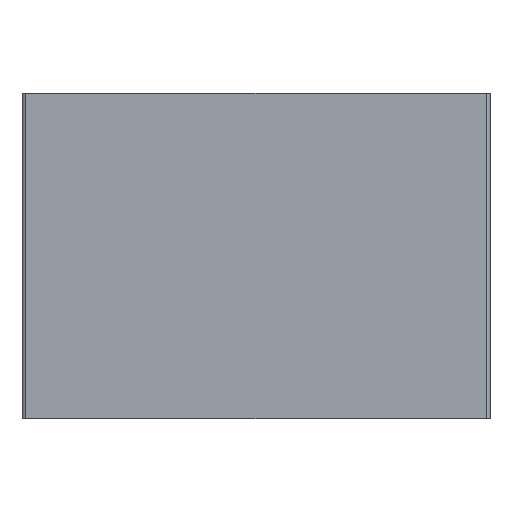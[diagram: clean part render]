
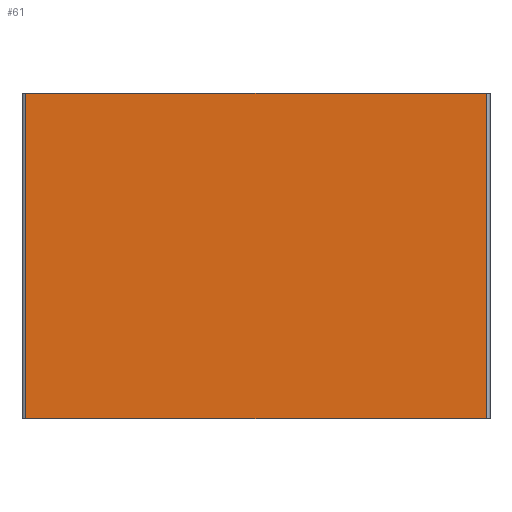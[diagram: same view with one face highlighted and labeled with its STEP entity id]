
A CAD part, left-side view. The second image highlights one B-rep face of the part: STEP entity #61.
In plain terms, the highlighted planar face has unit normal (-1, 0, 0).
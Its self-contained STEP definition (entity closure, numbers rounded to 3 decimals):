
#16 = AXIS2_PLACEMENT_3D ( 'NONE', #39, #154, #279 ) ;
#28 = CARTESIAN_POINT ( 'NONE',  ( -42.5, -180., -250. ) ) ;
#39 = CARTESIAN_POINT ( 'NONE',  ( -42.5, -180., -250. ) ) ;
#40 = CARTESIAN_POINT ( 'NONE',  ( -42.5, 177., -250. ) ) ;
#53 = CARTESIAN_POINT ( 'NONE',  ( -42.5, -177., -250. ) ) ;
#56 = CARTESIAN_POINT ( 'NONE',  ( -42.5, 177., 0. ) ) ;
#59 = ORIENTED_EDGE ( 'NONE', *, *, #147, .T. ) ;
#61 = ADVANCED_FACE ( 'NONE', ( #333 ), #306, .T. ) ;
#63 = CARTESIAN_POINT ( 'NONE',  ( -42.5, -180., 0. ) ) ;
#77 = DIRECTION ( 'NONE',  ( 0., 0., 1. ) ) ;
#104 = DIRECTION ( 'NONE',  ( 0., 0., -1. ) ) ;
#113 = ORIENTED_EDGE ( 'NONE', *, *, #265, .T. ) ;
#118 = EDGE_CURVE ( 'NONE', #132, #119, #140, .T. ) ;
#119 = VERTEX_POINT ( 'NONE', #202 ) ;
#127 = VECTOR ( 'NONE', #346, 1000. ) ;
#128 = ORIENTED_EDGE ( 'NONE', *, *, #118, .T. ) ;
#132 = VERTEX_POINT ( 'NONE', #321 ) ;
#140 = LINE ( 'NONE', #53, #204 ) ;
#147 = EDGE_CURVE ( 'NONE', #183, #302, #353, .T. ) ;
#154 = DIRECTION ( 'NONE',  ( -1., 0., 0. ) ) ;
#183 = VERTEX_POINT ( 'NONE', #56 ) ;
#188 = VECTOR ( 'NONE', #104, 1000. ) ;
#202 = CARTESIAN_POINT ( 'NONE',  ( -42.5, -177., 0. ) ) ;
#204 = VECTOR ( 'NONE', #77, 1000. ) ;
#207 = DIRECTION ( 'NONE',  ( 0., -1., 0. ) ) ;
#208 = EDGE_LOOP ( 'NONE', ( #113, #128, #341, #59 ) ) ;
#246 = LINE ( 'NONE', #63, #304 ) ;
#262 = CARTESIAN_POINT ( 'NONE',  ( -42.5, 177., -250. ) ) ;
#265 = EDGE_CURVE ( 'NONE', #302, #132, #373, .T. ) ;
#279 = DIRECTION ( 'NONE',  ( 0., 0., 1. ) ) ;
#302 = VERTEX_POINT ( 'NONE', #40 ) ;
#303 = EDGE_CURVE ( 'NONE', #183, #119, #246, .T. ) ;
#304 = VECTOR ( 'NONE', #207, 1000. ) ;
#306 = PLANE ( 'NONE',  #16 ) ;
#321 = CARTESIAN_POINT ( 'NONE',  ( -42.5, -177., -250. ) ) ;
#333 = FACE_OUTER_BOUND ( 'NONE', #208, .T. ) ;
#341 = ORIENTED_EDGE ( 'NONE', *, *, #303, .F. ) ;
#346 = DIRECTION ( 'NONE',  ( 0., -1., 0. ) ) ;
#353 = LINE ( 'NONE', #262, #188 ) ;
#373 = LINE ( 'NONE', #28, #127 ) ;
